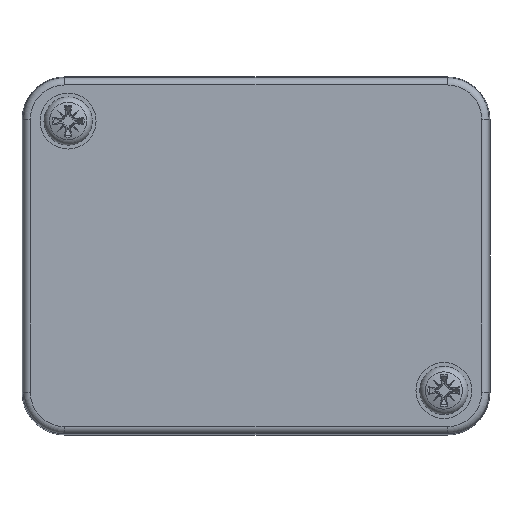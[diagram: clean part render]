
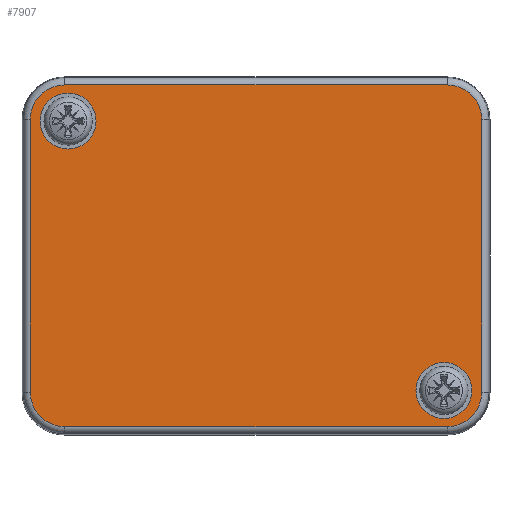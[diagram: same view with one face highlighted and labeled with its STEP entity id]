
A CAD part, top view. The second image highlights one B-rep face of the part: STEP entity #7907.
In plain terms, the highlighted face is planar.
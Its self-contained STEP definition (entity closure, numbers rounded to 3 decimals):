
#4266=CARTESIAN_POINT('',(22.55,19.0,-20.0));
#4267=VERTEX_POINT('',#4266);
#4268=CARTESIAN_POINT('',(26.5,19.0,-20.0));
#4269=DIRECTION('',(0.0,0.0,1.0));
#4270=DIRECTION('',(1.0,0.0,0.0));
#4271=AXIS2_PLACEMENT_3D('',#4268,#4269,#4270);
#4272=CIRCLE('',#4271,3.95);
#4273=EDGE_CURVE('',#4267,#4267,#4272,.T.);
#4306=CARTESIAN_POINT('',(-30.45,-19.0,-20.0));
#4307=VERTEX_POINT('',#4306);
#4308=CARTESIAN_POINT('',(-26.5,-19.0,-20.0));
#4309=DIRECTION('',(0.0,0.0,1.0));
#4310=DIRECTION('',(1.0,0.0,0.0));
#4311=AXIS2_PLACEMENT_3D('',#4308,#4309,#4310);
#4312=CIRCLE('',#4311,3.95);
#4313=EDGE_CURVE('',#4307,#4307,#4312,.T.);
#7556=CARTESIAN_POINT('',(31.834,19.25,-20.0));
#7557=VERTEX_POINT('',#7556);
#7565=CARTESIAN_POINT('',(27.,24.084,-20.0));
#7566=VERTEX_POINT('',#7565);
#7567=CARTESIAN_POINT('',(27.,19.25,-20.0));
#7568=DIRECTION('',(0.0,0.0,1.0));
#7569=DIRECTION('',(0.707,0.707,0.0));
#7570=AXIS2_PLACEMENT_3D('',#7567,#7568,#7569);
#7571=CIRCLE('',#7570,4.834);
#7572=EDGE_CURVE('',#7557,#7566,#7571,.T.);
#7598=CARTESIAN_POINT('',(-27.,24.084,-20.0));
#7599=VERTEX_POINT('',#7598);
#7616=CARTESIAN_POINT('',(27.,24.084,-20.0));
#7617=DIRECTION('',(-1.0,0.0,0.0));
#7618=VECTOR('',#7617,54.);
#7619=LINE('',#7616,#7618);
#7620=EDGE_CURVE('',#7566,#7599,#7619,.T.);
#7630=CARTESIAN_POINT('',(-31.834,19.25,-20.0));
#7631=VERTEX_POINT('',#7630);
#7649=CARTESIAN_POINT('',(-27.,19.25,-20.0));
#7650=DIRECTION('',(0.0,0.0,1.0));
#7651=DIRECTION('',(-0.707,0.707,0.0));
#7652=AXIS2_PLACEMENT_3D('',#7649,#7650,#7651);
#7653=CIRCLE('',#7652,4.834);
#7654=EDGE_CURVE('',#7599,#7631,#7653,.T.);
#7664=CARTESIAN_POINT('',(-31.834,-19.25,-20.0));
#7665=VERTEX_POINT('',#7664);
#7682=CARTESIAN_POINT('',(-31.834,19.25,-20.0));
#7683=DIRECTION('',(0.0,-1.0,0.0));
#7684=VECTOR('',#7683,38.5);
#7685=LINE('',#7682,#7684);
#7686=EDGE_CURVE('',#7631,#7665,#7685,.T.);
#7696=CARTESIAN_POINT('',(-27.,-24.084,-20.0));
#7697=VERTEX_POINT('',#7696);
#7715=CARTESIAN_POINT('',(-27.,-19.25,-20.0));
#7716=DIRECTION('',(0.0,0.0,1.0));
#7717=DIRECTION('',(-0.707,-0.707,0.0));
#7718=AXIS2_PLACEMENT_3D('',#7715,#7716,#7717);
#7719=CIRCLE('',#7718,4.834);
#7720=EDGE_CURVE('',#7665,#7697,#7719,.T.);
#7730=CARTESIAN_POINT('',(27.,-24.084,-20.0));
#7731=VERTEX_POINT('',#7730);
#7748=CARTESIAN_POINT('',(-27.,-24.084,-20.0));
#7749=DIRECTION('',(1.0,0.0,0.0));
#7750=VECTOR('',#7749,54.);
#7751=LINE('',#7748,#7750);
#7752=EDGE_CURVE('',#7697,#7731,#7751,.T.);
#7762=CARTESIAN_POINT('',(31.834,-19.25,-20.0));
#7763=VERTEX_POINT('',#7762);
#7781=CARTESIAN_POINT('',(27.,-19.25,-20.0));
#7782=DIRECTION('',(0.0,0.0,1.0));
#7783=DIRECTION('',(0.707,-0.707,0.0));
#7784=AXIS2_PLACEMENT_3D('',#7781,#7782,#7783);
#7785=CIRCLE('',#7784,4.834);
#7786=EDGE_CURVE('',#7731,#7763,#7785,.T.);
#7804=CARTESIAN_POINT('',(31.834,-19.25,-20.0));
#7805=DIRECTION('',(0.0,1.0,0.0));
#7806=VECTOR('',#7805,38.5);
#7807=LINE('',#7804,#7806);
#7808=EDGE_CURVE('',#7763,#7557,#7807,.T.);
#7886=CARTESIAN_POINT('',(0.,0.,-20.0));
#7887=DIRECTION('',(0.0,0.0,1.0));
#7888=DIRECTION('',(1.0,0.0,0.0));
#7889=AXIS2_PLACEMENT_3D('',#7886,#7887,#7888);
#7890=PLANE('',#7889);
#7891=ORIENTED_EDGE('',*,*,#7572,.F.);
#7892=ORIENTED_EDGE('',*,*,#7808,.F.);
#7893=ORIENTED_EDGE('',*,*,#7786,.F.);
#7894=ORIENTED_EDGE('',*,*,#7752,.F.);
#7895=ORIENTED_EDGE('',*,*,#7720,.F.);
#7896=ORIENTED_EDGE('',*,*,#7686,.F.);
#7897=ORIENTED_EDGE('',*,*,#7654,.F.);
#7898=ORIENTED_EDGE('',*,*,#7620,.F.);
#7899=EDGE_LOOP('',(#7891,#7892,#7893,#7894,#7895,#7896,#7897,#7898));
#7900=FACE_OUTER_BOUND('',#7899,.T.);
#7901=ORIENTED_EDGE('',*,*,#4273,.T.);
#7902=EDGE_LOOP('',(#7901));
#7903=FACE_BOUND('',#7902,.T.);
#7904=ORIENTED_EDGE('',*,*,#4313,.T.);
#7905=EDGE_LOOP('',(#7904));
#7906=FACE_BOUND('',#7905,.T.);
#7907=ADVANCED_FACE('',(#7900,#7903,#7906),#7890,.F.);
